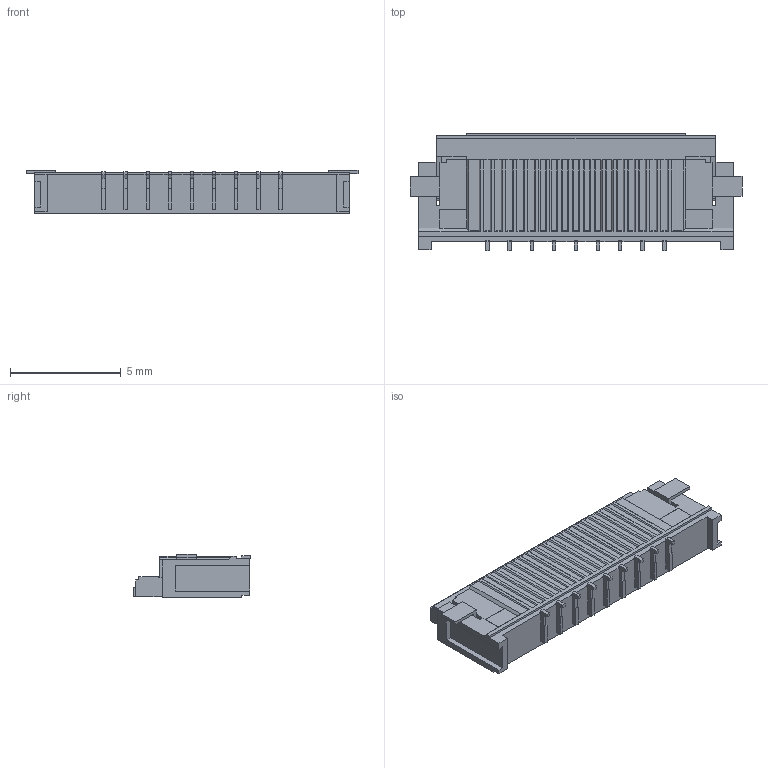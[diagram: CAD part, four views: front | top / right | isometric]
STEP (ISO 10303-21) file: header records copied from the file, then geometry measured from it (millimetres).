
FILE_DESCRIPTION((''),'2;1');
FILE_NAME('2005280090','2016-07-22T',('rlalsangi'),(''),'PRO/ENGINEER BY PARAMETRIC TECHNOLOGY CORPORATION, 2012310','PRO/ENGINEER BY PARAMETRIC TECHNOLOGY CORPORATION, 2012310','');
FILE_SCHEMA(('CONFIG_CONTROL_DESIGN'));
Length unit declared in the file: millimetre
Products named in the file (1): 2005280090
Bounding box: 15 x 5.3 x 1.96 mm (x, y, z)
Volume: 83 mm3; surface area: 347.3 mm2
Topology: 1 solids, 1 shells, 860 faces, 2537 edges, 1660 vertices
Faces by surface type: plane 748, cylinder 112
Entity records: 28269 total; most frequent: ORIENTED_EDGE 5074, CARTESIAN_POINT 5058, DIRECTION 4501, EDGE_CURVE 2537, VECTOR 2295, LINE 2295, VERTEX_POINT 1660, AXIS2_PLACEMENT_3D 1103
